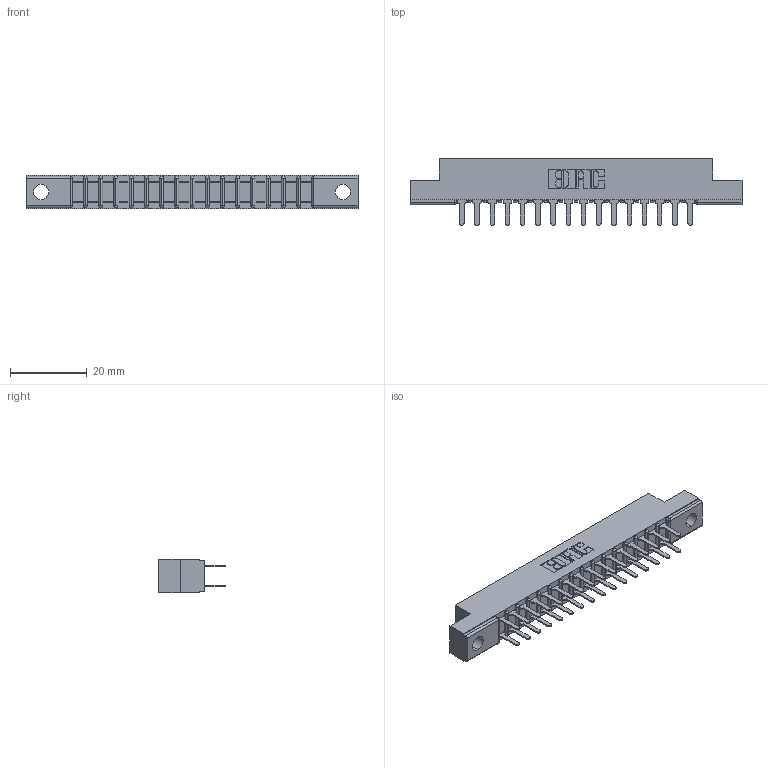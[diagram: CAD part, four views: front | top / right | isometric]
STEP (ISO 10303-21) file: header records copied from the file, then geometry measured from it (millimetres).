
FILE_DESCRIPTION (( 'STEP AP203' ), '1' );
FILE_NAME ('357-032-520-204.STEP', '2019-09-18T01:10:31', ( '' ), ( '' ), 'SwSTEP 2.0', 'SolidWorks 2016', '' );
FILE_SCHEMA (( 'CONFIG_CONTROL_DESIGN' ));
Length unit declared in the file: inch
Products named in the file (3): 307-290-001_520; 307 Part_.156 Dia Mounting Holes; 357-032-520-204
Assembly tree (33 placements, depth 2):
  357-032-520-204
    307 Part_.156 Dia Mounting Holes
    307-290-001_520  x32
Bounding box: 86.41 x 17.42 x 8.71 mm (x, y, z)
Volume: 5570.4 mm3; surface area: 9502 mm2
Topology: 33 solids, 33 shells, 1621 faces, 4519 edges, 2922 vertices
Faces by surface type: plane 1076, cylinder 511, sphere 34
Entity records: 17820 total; most frequent: CARTESIAN_POINT 2926, ORIENTED_EDGE 2894, DIRECTION 2869, EDGE_CURVE 1447, LINE 1107, VECTOR 1107, VERTEX_POINT 938, AXIS2_PLACEMENT_3D 881
